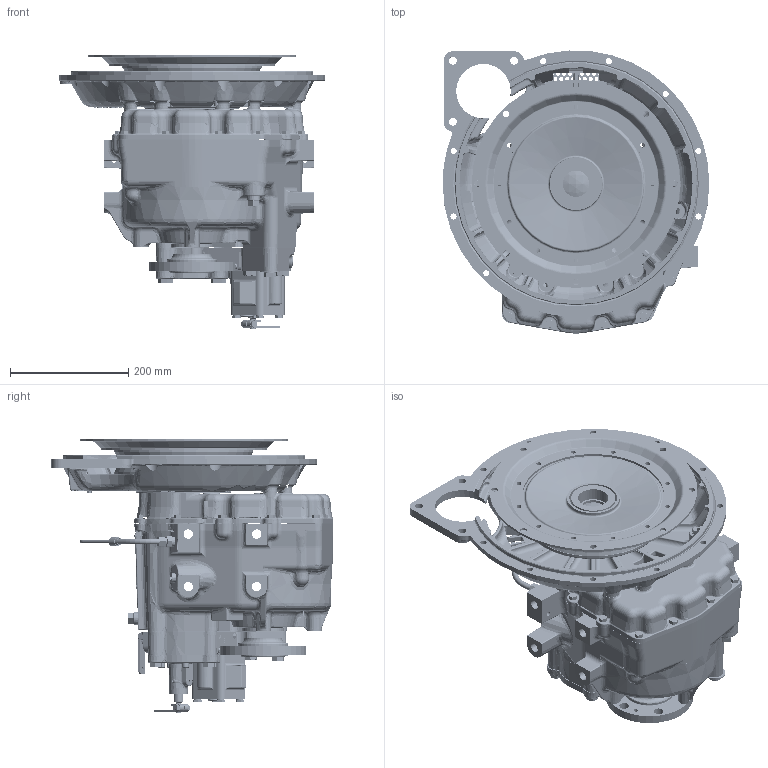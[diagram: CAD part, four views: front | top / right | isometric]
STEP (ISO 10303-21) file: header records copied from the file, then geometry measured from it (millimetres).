
FILE_DESCRIPTION (( 'STEP AP214' ), '1' );
FILE_NAME ('PX13021A.STEP', '2013-03-15T20:48:21', ( 'Windows User' ), ( '' ), 'SwSTEP 2.0', 'SolidWorks 2010', '' );
FILE_SCHEMA (( 'AUTOMOTIVE_DESIGN' ));
Length unit declared in the file: millimetre
Products named in the file (1): PX13021A
Bounding box: 451 x 478.25 x 463.03 mm (x, y, z)
Surface area: 1454809.5 mm2 (no closed solid volume)
Topology: 0 solids, 154 shells, 3991 faces, 13434 edges, 9151 vertices
Faces by surface type: cylinder 1124, bspline 1023, plane 910, torus 425, cone 415, sphere 94
Entity records: 247848 total; most frequent: CARTESIAN_POINT 98241, ORIENTED_EDGE 21542, DIRECTION 20397, EDGE_CURVE 13323, VERTEX_POINT 9147, AXIS2_PLACEMENT_3D 8275, CIRCLE 5306, EDGE_LOOP 4625
